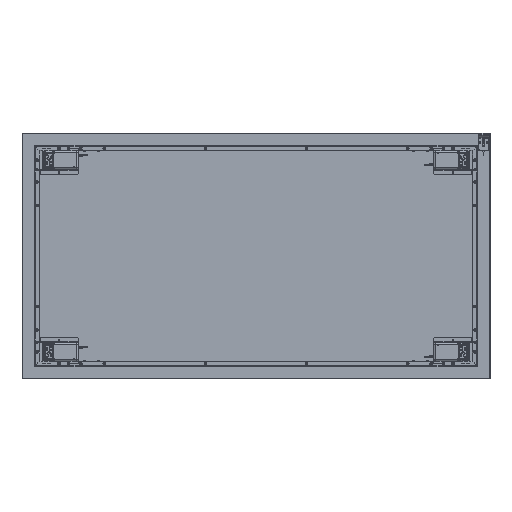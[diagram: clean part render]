
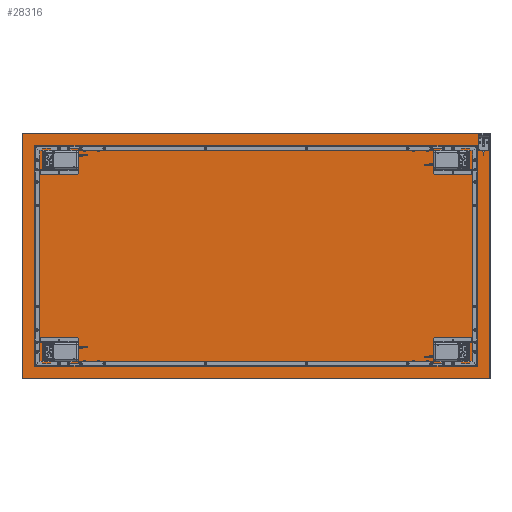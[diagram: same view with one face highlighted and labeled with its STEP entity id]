
A CAD part, front view. The second image highlights one B-rep face of the part: STEP entity #28316.
In plain terms, the highlighted planar face has unit normal (0, -1, 0).
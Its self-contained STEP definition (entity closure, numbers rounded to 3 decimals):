
#490 = LINE ( 'NONE', #18853, #36811 ) ;
#571 = VECTOR ( 'NONE', #36869, 1000. ) ;
#1771 = CARTESIAN_POINT ( 'NONE',  ( 1156.5, 703.8, 606.5 ) ) ;
#2538 = DIRECTION ( 'NONE',  ( -1., 0., 0. ) ) ;
#3009 = ORIENTED_EDGE ( 'NONE', *, *, #38100, .T. ) ;
#4300 = PLANE ( 'NONE',  #56253 ) ;
#4532 = LINE ( 'NONE', #60185, #28519 ) ;
#12610 = DIRECTION ( 'NONE',  ( 0., 0., 1. ) ) ;
#16016 = CARTESIAN_POINT ( 'NONE',  ( 0., 703.8, 606.5 ) ) ;
#16045 = VERTEX_POINT ( 'NONE', #26613 ) ;
#18618 = ORIENTED_EDGE ( 'NONE', *, *, #58693, .T. ) ;
#18853 = CARTESIAN_POINT ( 'NONE',  ( 1156.5, 703.8, 0. ) ) ;
#19676 = LINE ( 'NONE', #55526, #571 ) ;
#20964 = VERTEX_POINT ( 'NONE', #47779 ) ;
#21640 = EDGE_CURVE ( 'NONE', #20964, #16045, #4532, .T. ) ;
#21741 = VERTEX_POINT ( 'NONE', #1771 ) ;
#24211 = ORIENTED_EDGE ( 'NONE', *, *, #21640, .T. ) ;
#26613 = CARTESIAN_POINT ( 'NONE',  ( -1156.5, 703.8, -606.5 ) ) ;
#26959 = FACE_OUTER_BOUND ( 'NONE', #54172, .T. ) ;
#27469 = DIRECTION ( 'NONE',  ( 0., 0., -1. ) ) ;
#28316 = ADVANCED_FACE ( 'NONE', ( #26959 ), #4300, .F. ) ;
#28519 = VECTOR ( 'NONE', #27469, 1000. ) ;
#28790 = EDGE_CURVE ( 'NONE', #31210, #21741, #490, .T. ) ;
#31210 = VERTEX_POINT ( 'NONE', #54744 ) ;
#32907 = DIRECTION ( 'NONE',  ( 0., 0., 1. ) ) ;
#36811 = VECTOR ( 'NONE', #32907, 1000. ) ;
#36869 = DIRECTION ( 'NONE',  ( 1., 0., 0. ) ) ;
#38100 = EDGE_CURVE ( 'NONE', #21741, #20964, #48101, .T. ) ;
#45034 = ORIENTED_EDGE ( 'NONE', *, *, #28790, .T. ) ;
#47779 = CARTESIAN_POINT ( 'NONE',  ( -1156.5, 703.8, 606.5 ) ) ;
#48101 = LINE ( 'NONE', #16016, #50056 ) ;
#50056 = VECTOR ( 'NONE', #2538, 1000. ) ;
#54172 = EDGE_LOOP ( 'NONE', ( #3009, #24211, #18618, #45034 ) ) ;
#54744 = CARTESIAN_POINT ( 'NONE',  ( 1156.5, 703.8, -606.5 ) ) ;
#54788 = DIRECTION ( 'NONE',  ( 0., 1., 0. ) ) ;
#55526 = CARTESIAN_POINT ( 'NONE',  ( 0., 703.8, -606.5 ) ) ;
#56253 = AXIS2_PLACEMENT_3D ( 'NONE', #59377, #54788, #12610 ) ;
#58693 = EDGE_CURVE ( 'NONE', #16045, #31210, #19676, .T. ) ;
#59377 = CARTESIAN_POINT ( 'NONE',  ( 0., 703.8, 0. ) ) ;
#60185 = CARTESIAN_POINT ( 'NONE',  ( -1156.5, 703.8, 0. ) ) ;
